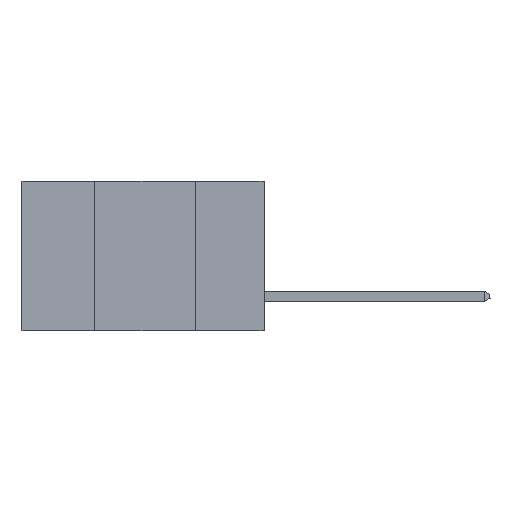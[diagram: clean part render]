
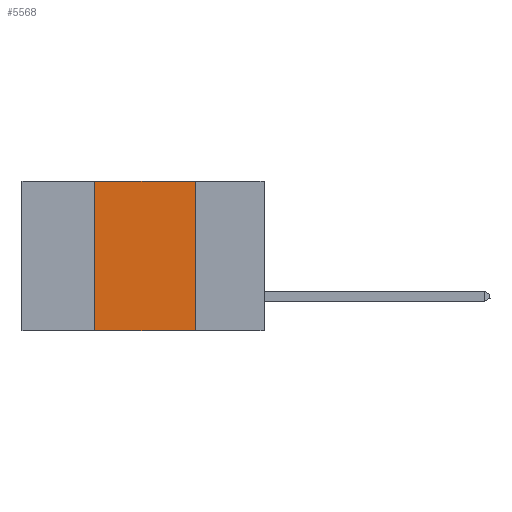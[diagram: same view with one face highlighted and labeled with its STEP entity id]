
A CAD part, left-side view. The second image highlights one B-rep face of the part: STEP entity #5568.
In plain terms, the highlighted planar face has unit normal (-1, 0, 0).
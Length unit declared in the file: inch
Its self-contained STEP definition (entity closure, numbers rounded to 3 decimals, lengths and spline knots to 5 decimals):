
#226 = VERTEX_POINT ( 'NONE', #5256 ) ;
#918 = VECTOR ( 'NONE', #3280, 39.37008 ) ;
#1044 = CARTESIAN_POINT ( 'NONE',  ( 0., 0.6, 0. ) ) ;
#1177 = DIRECTION ( 'NONE',  ( 0., 0., 1. ) ) ;
#1889 = DIRECTION ( 'NONE',  ( 0., 0., -1. ) ) ;
#2017 = EDGE_CURVE ( 'NONE', #7462, #3884, #2962, .T. ) ;
#2765 = LINE ( 'NONE', #8015, #4720 ) ;
#2962 = LINE ( 'NONE', #5233, #4647 ) ;
#3280 = DIRECTION ( 'NONE',  ( 0., -1., 0. ) ) ;
#3884 = VERTEX_POINT ( 'NONE', #9115 ) ;
#4012 = DIRECTION ( 'NONE',  ( 0., -1., 0. ) ) ;
#4043 = FACE_OUTER_BOUND ( 'NONE', #10452, .T. ) ;
#4442 = ORIENTED_EDGE ( 'NONE', *, *, #7218, .F. ) ;
#4556 = EDGE_CURVE ( 'NONE', #7462, #226, #9227, .T. ) ;
#4647 = VECTOR ( 'NONE', #1177, 39.37008 ) ;
#4695 = ORIENTED_EDGE ( 'NONE', *, *, #4556, .T. ) ;
#4720 = VECTOR ( 'NONE', #9542, 39.37008 ) ;
#4758 = CARTESIAN_POINT ( 'NONE',  ( 0., 0.17, 0. ) ) ;
#5233 = CARTESIAN_POINT ( 'NONE',  ( 0., 0.42, 0. ) ) ;
#5256 = CARTESIAN_POINT ( 'NONE',  ( 0., 0.17, -0.37 ) ) ;
#5568 = ADVANCED_FACE ( 'NONE', ( #4043 ), #6024, .F. ) ;
#5801 = VERTEX_POINT ( 'NONE', #4758 ) ;
#6024 = PLANE ( 'NONE',  #9292 ) ;
#6822 = DIRECTION ( 'NONE',  ( 1., 0., 0. ) ) ;
#6939 = VECTOR ( 'NONE', #4012, 39.37008 ) ;
#7218 = EDGE_CURVE ( 'NONE', #3884, #5801, #7228, .T. ) ;
#7228 = LINE ( 'NONE', #8075, #918 ) ;
#7462 = VERTEX_POINT ( 'NONE', #9169 ) ;
#8015 = CARTESIAN_POINT ( 'NONE',  ( 0., 0.17, 0. ) ) ;
#8075 = CARTESIAN_POINT ( 'NONE',  ( 0., 0.6, 0. ) ) ;
#8461 = EDGE_CURVE ( 'NONE', #5801, #226, #2765, .T. ) ;
#8631 = ORIENTED_EDGE ( 'NONE', *, *, #2017, .F. ) ;
#9115 = CARTESIAN_POINT ( 'NONE',  ( 0., 0.42, 0. ) ) ;
#9169 = CARTESIAN_POINT ( 'NONE',  ( 0., 0.42, -0.37 ) ) ;
#9227 = LINE ( 'NONE', #9499, #6939 ) ;
#9292 = AXIS2_PLACEMENT_3D ( 'NONE', #1044, #6822, #1889 ) ;
#9499 = CARTESIAN_POINT ( 'NONE',  ( 0., 0.6, -0.37 ) ) ;
#9542 = DIRECTION ( 'NONE',  ( 0., 0., -1. ) ) ;
#10426 = ORIENTED_EDGE ( 'NONE', *, *, #8461, .F. ) ;
#10452 = EDGE_LOOP ( 'NONE', ( #10426, #4442, #8631, #4695 ) ) ;
